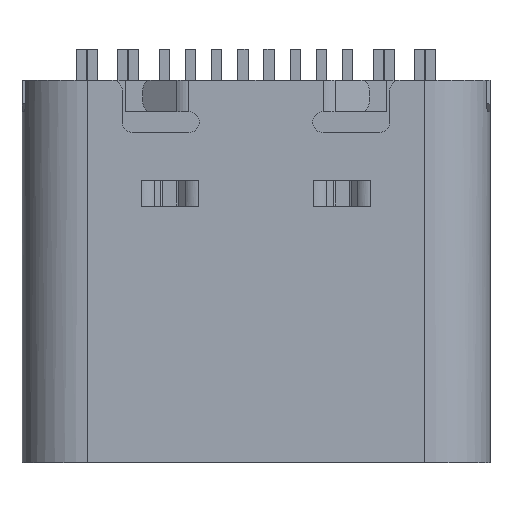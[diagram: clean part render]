
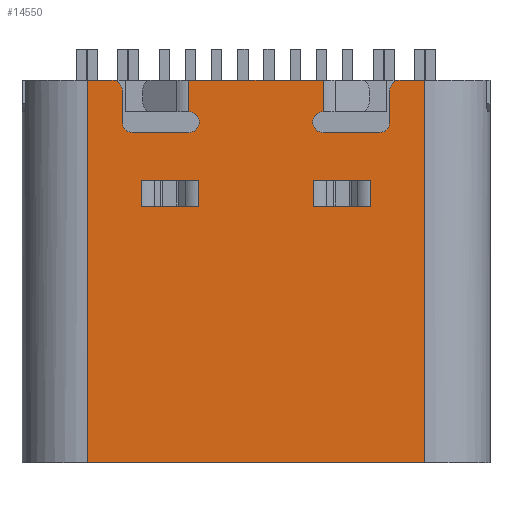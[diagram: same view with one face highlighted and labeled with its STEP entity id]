
A CAD part, top view. The second image highlights one B-rep face of the part: STEP entity #14550.
In plain terms, the highlighted face is planar.
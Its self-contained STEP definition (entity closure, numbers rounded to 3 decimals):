
#13006 = VERTEX_POINT('',#13007);
#13007 = CARTESIAN_POINT('',(2.196,3.31,-1.445));
#13016 = EDGE_CURVE('',#13006,#13017,#13019,.T.);
#13017 = VERTEX_POINT('',#13018);
#13018 = CARTESIAN_POINT('',(1.096,3.31,-1.445));
#13019 = LINE('',#13020,#13021);
#13020 = CARTESIAN_POINT('',(1.096,3.31,-1.446));
#13021 = VECTOR('',#13022,1.);
#13022 = DIRECTION('',(-1.,-0.,0.));
#13081 = EDGE_CURVE('',#13082,#13084,#13086,.T.);
#13082 = VERTEX_POINT('',#13083);
#13083 = CARTESIAN_POINT('',(1.096,3.31,-0.948));
#13084 = VERTEX_POINT('',#13085);
#13085 = CARTESIAN_POINT('',(2.196,3.31,-0.948));
#13086 = LINE('',#13087,#13088);
#13087 = CARTESIAN_POINT('',(1.096,3.31,-0.946));
#13088 = VECTOR('',#13089,1.);
#13089 = DIRECTION('',(1.,0.,0.));
#13160 = VERTEX_POINT('',#13161);
#13161 = CARTESIAN_POINT('',(2.754,3.31,-3.353));
#13167 = EDGE_CURVE('',#13160,#13168,#13170,.T.);
#13168 = VERTEX_POINT('',#13169);
#13169 = CARTESIAN_POINT('',(3.22,3.31,-3.353));
#13170 = LINE('',#13171,#13172);
#13171 = CARTESIAN_POINT('',(0.,3.31,-3.353));
#13172 = VECTOR('',#13173,1.);
#13173 = DIRECTION('',(1.,0.,0.));
#13314 = EDGE_CURVE('',#13315,#13317,#13319,.T.);
#13315 = VERTEX_POINT('',#13316);
#13316 = CARTESIAN_POINT('',(-1.283,3.31,-3.353));
#13317 = VERTEX_POINT('',#13318);
#13318 = CARTESIAN_POINT('',(1.283,3.31,-3.353));
#13319 = LINE('',#13320,#13321);
#13320 = CARTESIAN_POINT('',(0.,3.31,-3.353));
#13321 = VECTOR('',#13322,1.);
#13322 = DIRECTION('',(1.,0.,0.));
#13393 = VERTEX_POINT('',#13394);
#13394 = CARTESIAN_POINT('',(3.22,3.31,3.953));
#14550 = ADVANCED_FACE('',(#14551,#14567,#14699),#14733,.F.);
#14551 = FACE_BOUND('',#14552,.T.);
#14552 = EDGE_LOOP('',(#14553,#14554,#14560,#14561));
#14553 = ORIENTED_EDGE('',*,*,#13081,.F.);
#14554 = ORIENTED_EDGE('',*,*,#14555,.T.);
#14555 = EDGE_CURVE('',#13082,#13017,#14556,.T.);
#14556 = LINE('',#14557,#14558);
#14557 = CARTESIAN_POINT('',(1.096,3.31,-0.949));
#14558 = VECTOR('',#14559,1.);
#14559 = DIRECTION('',(-0.,-0.,-1.));
#14560 = ORIENTED_EDGE('',*,*,#13016,.F.);
#14561 = ORIENTED_EDGE('',*,*,#14562,.F.);
#14562 = EDGE_CURVE('',#13084,#13006,#14563,.T.);
#14563 = LINE('',#14564,#14565);
#14564 = CARTESIAN_POINT('',(2.196,3.31,-0.949));
#14565 = VECTOR('',#14566,1.);
#14566 = DIRECTION('',(-0.,-0.,-1.));
#14567 = FACE_BOUND('',#14568,.T.);
#14568 = EDGE_LOOP('',(#14569,#14570,#14579,#14587,#14596,#14604,#14613,
    #14619,#14620,#14628,#14637,#14645,#14654,#14662,#14671,#14679,
    #14687,#14693));
#14569 = ORIENTED_EDGE('',*,*,#13167,.F.);
#14570 = ORIENTED_EDGE('',*,*,#14571,.F.);
#14571 = EDGE_CURVE('',#14572,#13160,#14574,.T.);
#14572 = VERTEX_POINT('',#14573);
#14573 = CARTESIAN_POINT('',(2.554,3.31,-3.153));
#14574 = CIRCLE('',#14575,0.2);
#14575 = AXIS2_PLACEMENT_3D('',#14576,#14577,#14578);
#14576 = CARTESIAN_POINT('',(2.754,3.31,-3.153));
#14577 = DIRECTION('',(-0.,-1.,0.));
#14578 = DIRECTION('',(-0.,0.,-1.));
#14579 = ORIENTED_EDGE('',*,*,#14580,.F.);
#14580 = EDGE_CURVE('',#14581,#14572,#14583,.T.);
#14581 = VERTEX_POINT('',#14582);
#14582 = CARTESIAN_POINT('',(2.554,3.31,-2.553));
#14583 = LINE('',#14584,#14585);
#14584 = CARTESIAN_POINT('',(2.554,3.31,-2.553));
#14585 = VECTOR('',#14586,1.);
#14586 = DIRECTION('',(0.,0.,-1.));
#14587 = ORIENTED_EDGE('',*,*,#14588,.F.);
#14588 = EDGE_CURVE('',#14589,#14581,#14591,.T.);
#14589 = VERTEX_POINT('',#14590);
#14590 = CARTESIAN_POINT('',(2.354,3.31,-2.353));
#14591 = CIRCLE('',#14592,0.2);
#14592 = AXIS2_PLACEMENT_3D('',#14593,#14594,#14595);
#14593 = CARTESIAN_POINT('',(2.354,3.31,-2.553));
#14594 = DIRECTION('',(0.,1.,0.));
#14595 = DIRECTION('',(0.,-0.,1.));
#14596 = ORIENTED_EDGE('',*,*,#14597,.F.);
#14597 = EDGE_CURVE('',#14598,#14589,#14600,.T.);
#14598 = VERTEX_POINT('',#14599);
#14599 = CARTESIAN_POINT('',(1.283,3.31,-2.353));
#14600 = LINE('',#14601,#14602);
#14601 = CARTESIAN_POINT('',(1.283,3.31,-2.353));
#14602 = VECTOR('',#14603,1.);
#14603 = DIRECTION('',(1.,0.,0.));
#14604 = ORIENTED_EDGE('',*,*,#14605,.F.);
#14605 = EDGE_CURVE('',#14606,#14598,#14608,.T.);
#14606 = VERTEX_POINT('',#14607);
#14607 = CARTESIAN_POINT('',(1.283,3.31,-2.753));
#14608 = CIRCLE('',#14609,0.2);
#14609 = AXIS2_PLACEMENT_3D('',#14610,#14611,#14612);
#14610 = CARTESIAN_POINT('',(1.283,3.31,-2.553));
#14611 = DIRECTION('',(0.,1.,0.));
#14612 = DIRECTION('',(0.,-0.,1.));
#14613 = ORIENTED_EDGE('',*,*,#14614,.T.);
#14614 = EDGE_CURVE('',#14606,#13317,#14615,.T.);
#14615 = LINE('',#14616,#14617);
#14616 = CARTESIAN_POINT('',(1.283,3.31,-2.753));
#14617 = VECTOR('',#14618,1.);
#14618 = DIRECTION('',(0.,0.,-1.));
#14619 = ORIENTED_EDGE('',*,*,#13314,.F.);
#14620 = ORIENTED_EDGE('',*,*,#14621,.F.);
#14621 = EDGE_CURVE('',#14622,#13315,#14624,.T.);
#14622 = VERTEX_POINT('',#14623);
#14623 = CARTESIAN_POINT('',(-1.283,3.31,-2.753));
#14624 = LINE('',#14625,#14626);
#14625 = CARTESIAN_POINT('',(-1.283,3.31,-2.753));
#14626 = VECTOR('',#14627,1.);
#14627 = DIRECTION('',(0.,0.,-1.));
#14628 = ORIENTED_EDGE('',*,*,#14629,.T.);
#14629 = EDGE_CURVE('',#14622,#14630,#14632,.T.);
#14630 = VERTEX_POINT('',#14631);
#14631 = CARTESIAN_POINT('',(-1.283,3.31,-2.353));
#14632 = CIRCLE('',#14633,0.2);
#14633 = AXIS2_PLACEMENT_3D('',#14634,#14635,#14636);
#14634 = CARTESIAN_POINT('',(-1.283,3.31,-2.553));
#14635 = DIRECTION('',(0.,-1.,0.));
#14636 = DIRECTION('',(0.,0.,1.));
#14637 = ORIENTED_EDGE('',*,*,#14638,.T.);
#14638 = EDGE_CURVE('',#14630,#14639,#14641,.T.);
#14639 = VERTEX_POINT('',#14640);
#14640 = CARTESIAN_POINT('',(-2.354,3.31,-2.353));
#14641 = LINE('',#14642,#14643);
#14642 = CARTESIAN_POINT('',(-1.283,3.31,-2.353));
#14643 = VECTOR('',#14644,1.);
#14644 = DIRECTION('',(-1.,0.,0.));
#14645 = ORIENTED_EDGE('',*,*,#14646,.T.);
#14646 = EDGE_CURVE('',#14639,#14647,#14649,.T.);
#14647 = VERTEX_POINT('',#14648);
#14648 = CARTESIAN_POINT('',(-2.554,3.31,-2.553));
#14649 = CIRCLE('',#14650,0.2);
#14650 = AXIS2_PLACEMENT_3D('',#14651,#14652,#14653);
#14651 = CARTESIAN_POINT('',(-2.354,3.31,-2.553));
#14652 = DIRECTION('',(0.,-1.,0.));
#14653 = DIRECTION('',(0.,0.,1.));
#14654 = ORIENTED_EDGE('',*,*,#14655,.T.);
#14655 = EDGE_CURVE('',#14647,#14656,#14658,.T.);
#14656 = VERTEX_POINT('',#14657);
#14657 = CARTESIAN_POINT('',(-2.554,3.31,-3.153));
#14658 = LINE('',#14659,#14660);
#14659 = CARTESIAN_POINT('',(-2.554,3.31,-2.553));
#14660 = VECTOR('',#14661,1.);
#14661 = DIRECTION('',(0.,0.,-1.));
#14662 = ORIENTED_EDGE('',*,*,#14663,.T.);
#14663 = EDGE_CURVE('',#14656,#14664,#14666,.T.);
#14664 = VERTEX_POINT('',#14665);
#14665 = CARTESIAN_POINT('',(-2.754,3.31,-3.353));
#14666 = CIRCLE('',#14667,0.2);
#14667 = AXIS2_PLACEMENT_3D('',#14668,#14669,#14670);
#14668 = CARTESIAN_POINT('',(-2.754,3.31,-3.153));
#14669 = DIRECTION('',(0.,1.,0.));
#14670 = DIRECTION('',(0.,0.,-1.));
#14671 = ORIENTED_EDGE('',*,*,#14672,.T.);
#14672 = EDGE_CURVE('',#14664,#14673,#14675,.T.);
#14673 = VERTEX_POINT('',#14674);
#14674 = CARTESIAN_POINT('',(-3.22,3.31,-3.353));
#14675 = LINE('',#14676,#14677);
#14676 = CARTESIAN_POINT('',(0.,3.31,-3.353));
#14677 = VECTOR('',#14678,1.);
#14678 = DIRECTION('',(-1.,0.,0.));
#14679 = ORIENTED_EDGE('',*,*,#14680,.T.);
#14680 = EDGE_CURVE('',#14673,#14681,#14683,.T.);
#14681 = VERTEX_POINT('',#14682);
#14682 = CARTESIAN_POINT('',(-3.22,3.31,3.953));
#14683 = LINE('',#14684,#14685);
#14684 = CARTESIAN_POINT('',(-3.22,3.31,-3.353));
#14685 = VECTOR('',#14686,1.);
#14686 = DIRECTION('',(0.,0.,1.));
#14687 = ORIENTED_EDGE('',*,*,#14688,.T.);
#14688 = EDGE_CURVE('',#14681,#13393,#14689,.T.);
#14689 = LINE('',#14690,#14691);
#14690 = CARTESIAN_POINT('',(0.,3.31,3.953));
#14691 = VECTOR('',#14692,1.);
#14692 = DIRECTION('',(1.,0.,0.));
#14693 = ORIENTED_EDGE('',*,*,#14694,.F.);
#14694 = EDGE_CURVE('',#13168,#13393,#14695,.T.);
#14695 = LINE('',#14696,#14697);
#14696 = CARTESIAN_POINT('',(3.22,3.31,-3.353));
#14697 = VECTOR('',#14698,1.);
#14698 = DIRECTION('',(0.,0.,1.));
#14699 = FACE_BOUND('',#14700,.T.);
#14700 = EDGE_LOOP('',(#14701,#14711,#14719,#14727));
#14701 = ORIENTED_EDGE('',*,*,#14702,.T.);
#14702 = EDGE_CURVE('',#14703,#14705,#14707,.T.);
#14703 = VERTEX_POINT('',#14704);
#14704 = CARTESIAN_POINT('',(-1.096,3.31,-0.948));
#14705 = VERTEX_POINT('',#14706);
#14706 = CARTESIAN_POINT('',(-2.196,3.31,-0.948));
#14707 = LINE('',#14708,#14709);
#14708 = CARTESIAN_POINT('',(-1.096,3.31,-0.946));
#14709 = VECTOR('',#14710,1.);
#14710 = DIRECTION('',(-1.,0.,0.));
#14711 = ORIENTED_EDGE('',*,*,#14712,.T.);
#14712 = EDGE_CURVE('',#14705,#14713,#14715,.T.);
#14713 = VERTEX_POINT('',#14714);
#14714 = CARTESIAN_POINT('',(-2.196,3.31,-1.445));
#14715 = LINE('',#14716,#14717);
#14716 = CARTESIAN_POINT('',(-2.196,3.31,-0.949));
#14717 = VECTOR('',#14718,1.);
#14718 = DIRECTION('',(0.,-0.,-1.));
#14719 = ORIENTED_EDGE('',*,*,#14720,.T.);
#14720 = EDGE_CURVE('',#14713,#14721,#14723,.T.);
#14721 = VERTEX_POINT('',#14722);
#14722 = CARTESIAN_POINT('',(-1.096,3.31,-1.445));
#14723 = LINE('',#14724,#14725);
#14724 = CARTESIAN_POINT('',(-1.096,3.31,-1.446));
#14725 = VECTOR('',#14726,1.);
#14726 = DIRECTION('',(1.,0.,0.));
#14727 = ORIENTED_EDGE('',*,*,#14728,.F.);
#14728 = EDGE_CURVE('',#14703,#14721,#14729,.T.);
#14729 = LINE('',#14730,#14731);
#14730 = CARTESIAN_POINT('',(-1.096,3.31,-0.949));
#14731 = VECTOR('',#14732,1.);
#14732 = DIRECTION('',(0.,-0.,-1.));
#14733 = PLANE('',#14734);
#14734 = AXIS2_PLACEMENT_3D('',#14735,#14736,#14737);
#14735 = CARTESIAN_POINT('',(0.,3.31,-3.353));
#14736 = DIRECTION('',(0.,-1.,0.));
#14737 = DIRECTION('',(1.,0.,0.));
